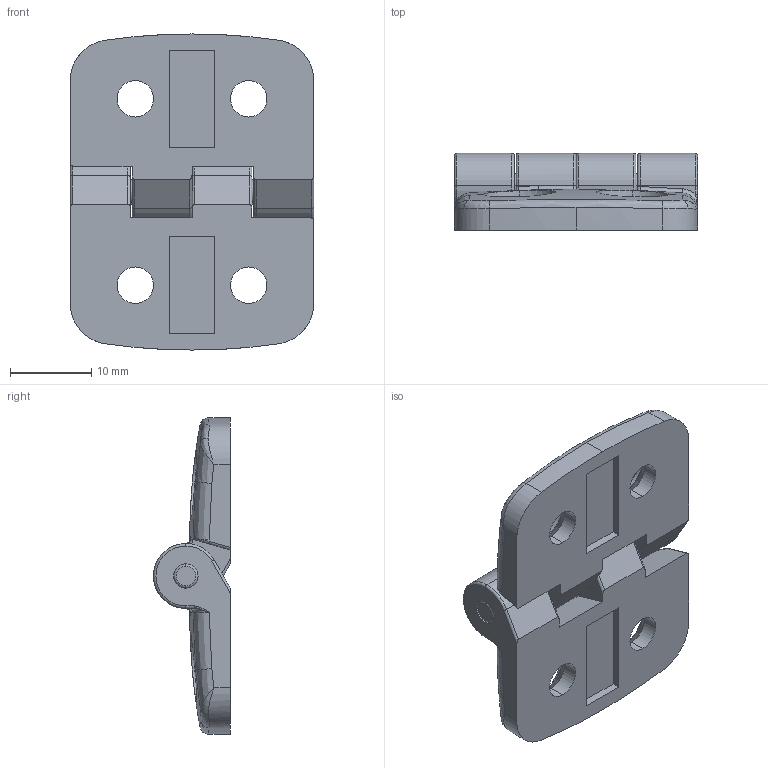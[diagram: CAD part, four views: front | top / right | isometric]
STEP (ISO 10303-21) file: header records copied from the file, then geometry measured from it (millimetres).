
FILE_DESCRIPTION (( 'STEP AP214' ), '1' );
FILE_NAME ('095012.STEP', '2014-08-14T06:25:01', ( '' ), ( '' ), 'SwSTEP 2.0', 'SolidWorks 2014', '' );
FILE_SCHEMA (( 'AUTOMOTIVE_DESIGN' ));
Length unit declared in the file: millimetre
Products named in the file (3): achse_3-30; 095012r_095 012 r; 095012
Assembly tree (3 placements, depth 2):
  095012
    095012r_095 012 r  x2
    achse_3-30
Bounding box: 30 x 9.5 x 39 mm (x, y, z)
Volume: 4985.2 mm3; surface area: 4146 mm2
Topology: 3 solids, 3 shells, 168 faces, 428 edges, 258 vertices
Faces by surface type: cylinder 58, bspline 52, plane 36, torus 14, cone 8
Entity records: 3458 total; most frequent: CARTESIAN_POINT 1431, ORIENTED_EDGE 436, DIRECTION 350, EDGE_CURVE 218, AXIS2_PLACEMENT_3D 141, VERTEX_POINT 133, EDGE_LOOP 95, FACE_OUTER_BOUND 88
